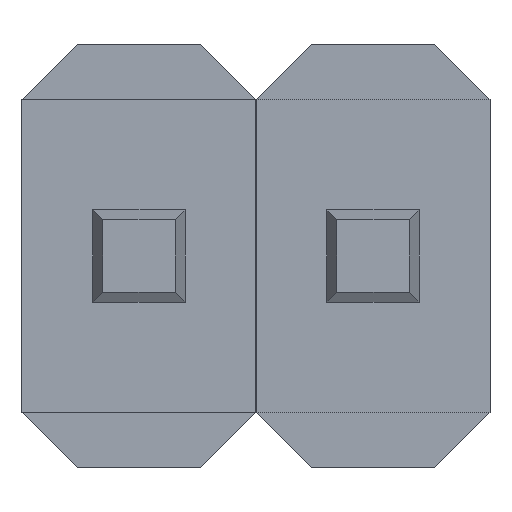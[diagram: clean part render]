
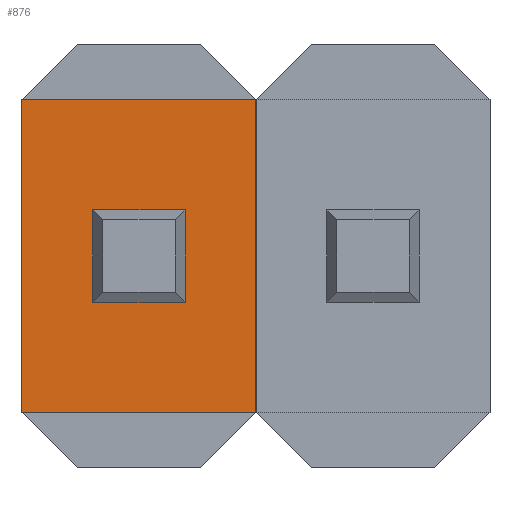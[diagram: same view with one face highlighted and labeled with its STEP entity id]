
A CAD part, front view. The second image highlights one B-rep face of the part: STEP entity #876.
In plain terms, the highlighted planar face has unit normal (0, -1, 0).
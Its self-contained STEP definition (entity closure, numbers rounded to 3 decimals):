
#22 = CARTESIAN_POINT ( 'NONE',  ( -0.635, 0.5, 0.85 ) ) ;
#84 = EDGE_CURVE ( 'NONE', #389, #144, #1752, .T. ) ;
#85 = VERTEX_POINT ( 'NONE', #169 ) ;
#124 = LINE ( 'NONE', #869, #1442 ) ;
#144 = VERTEX_POINT ( 'NONE', #2156 ) ;
#153 = LINE ( 'NONE', #976, #1191 ) ;
#169 = CARTESIAN_POINT ( 'NONE',  ( 0.25, 0.5, -0.25 ) ) ;
#184 = VERTEX_POINT ( 'NONE', #1476 ) ;
#267 = VECTOR ( 'NONE', #2115, 1000. ) ;
#269 = DIRECTION ( 'NONE',  ( 0., -1., 0. ) ) ;
#277 = ORIENTED_EDGE ( 'NONE', *, *, #1695, .T. ) ;
#373 = DIRECTION ( 'NONE',  ( -1., 0., 0. ) ) ;
#375 = CARTESIAN_POINT ( 'NONE',  ( -0.25, 0.5, -0.25 ) ) ;
#389 = VERTEX_POINT ( 'NONE', #1010 ) ;
#435 = ORIENTED_EDGE ( 'NONE', *, *, #84, .F. ) ;
#441 = EDGE_CURVE ( 'NONE', #144, #1342, #580, .T. ) ;
#466 = VECTOR ( 'NONE', #2013, 1000. ) ;
#477 = DIRECTION ( 'NONE',  ( 0., 0., -1. ) ) ;
#500 = CARTESIAN_POINT ( 'NONE',  ( 0.635, 0.5, 0.85 ) ) ;
#520 = CARTESIAN_POINT ( 'NONE',  ( -0.635, 0.5, -0.85 ) ) ;
#524 = VERTEX_POINT ( 'NONE', #1401 ) ;
#526 = LINE ( 'NONE', #1304, #2236 ) ;
#580 = LINE ( 'NONE', #1386, #636 ) ;
#593 = EDGE_CURVE ( 'NONE', #661, #184, #1733, .T. ) ;
#621 = PLANE ( 'NONE',  #1961 ) ;
#636 = VECTOR ( 'NONE', #477, 1000. ) ;
#661 = VERTEX_POINT ( 'NONE', #1875 ) ;
#695 = ORIENTED_EDGE ( 'NONE', *, *, #865, .F. ) ;
#712 = ORIENTED_EDGE ( 'NONE', *, *, #593, .T. ) ;
#723 = ORIENTED_EDGE ( 'NONE', *, *, #441, .F. ) ;
#752 = DIRECTION ( 'NONE',  ( 1., 0., 0. ) ) ;
#825 = LINE ( 'NONE', #520, #267 ) ;
#861 = VERTEX_POINT ( 'NONE', #1474 ) ;
#865 = EDGE_CURVE ( 'NONE', #1342, #85, #526, .T. ) ;
#869 = CARTESIAN_POINT ( 'NONE',  ( -0.635, 0.5, 0.85 ) ) ;
#876 = ADVANCED_FACE ( 'NONE', ( #1876, #1422 ), #621, .T. ) ;
#880 = DIRECTION ( 'NONE',  ( -1., 0., 0. ) ) ;
#974 = DIRECTION ( 'NONE',  ( 0., 0., -1. ) ) ;
#976 = CARTESIAN_POINT ( 'NONE',  ( 0.25, 0.5, 0.25 ) ) ;
#1010 = CARTESIAN_POINT ( 'NONE',  ( 0.25, 0.5, 0.25 ) ) ;
#1030 = DIRECTION ( 'NONE',  ( 0., 0., -1. ) ) ;
#1047 = DIRECTION ( 'NONE',  ( 0., 0., 1. ) ) ;
#1074 = EDGE_LOOP ( 'NONE', ( #723, #435, #1353, #695 ) ) ;
#1128 = EDGE_CURVE ( 'NONE', #524, #661, #825, .T. ) ;
#1191 = VECTOR ( 'NONE', #1047, 1000. ) ;
#1304 = CARTESIAN_POINT ( 'NONE',  ( 0.25, 0.5, -0.25 ) ) ;
#1342 = VERTEX_POINT ( 'NONE', #375 ) ;
#1353 = ORIENTED_EDGE ( 'NONE', *, *, #2032, .F. ) ;
#1386 = CARTESIAN_POINT ( 'NONE',  ( -0.25, 0.5, 0.25 ) ) ;
#1401 = CARTESIAN_POINT ( 'NONE',  ( -0.635, 0.5, -0.85 ) ) ;
#1422 = FACE_BOUND ( 'NONE', #1074, .T. ) ;
#1442 = VECTOR ( 'NONE', #1030, 1000. ) ;
#1474 = CARTESIAN_POINT ( 'NONE',  ( -0.635, 0.5, 0.85 ) ) ;
#1476 = CARTESIAN_POINT ( 'NONE',  ( 0.635, 0.5, 0.85 ) ) ;
#1574 = EDGE_CURVE ( 'NONE', #861, #524, #124, .T. ) ;
#1695 = EDGE_CURVE ( 'NONE', #184, #861, #2171, .T. ) ;
#1727 = ORIENTED_EDGE ( 'NONE', *, *, #1128, .T. ) ;
#1733 = LINE ( 'NONE', #500, #466 ) ;
#1752 = LINE ( 'NONE', #2126, #2146 ) ;
#1867 = CARTESIAN_POINT ( 'NONE',  ( 0., 0.5, 0. ) ) ;
#1875 = CARTESIAN_POINT ( 'NONE',  ( 0.635, 0.5, -0.85 ) ) ;
#1876 = FACE_OUTER_BOUND ( 'NONE', #1877, .T. ) ;
#1877 = EDGE_LOOP ( 'NONE', ( #2102, #1727, #712, #277 ) ) ;
#1961 = AXIS2_PLACEMENT_3D ( 'NONE', #1867, #269, #974 ) ;
#2009 = VECTOR ( 'NONE', #373, 1000. ) ;
#2013 = DIRECTION ( 'NONE',  ( 0., 0., 1. ) ) ;
#2032 = EDGE_CURVE ( 'NONE', #85, #389, #153, .T. ) ;
#2102 = ORIENTED_EDGE ( 'NONE', *, *, #1574, .T. ) ;
#2115 = DIRECTION ( 'NONE',  ( 1., 0., 0. ) ) ;
#2126 = CARTESIAN_POINT ( 'NONE',  ( 0.25, 0.5, 0.25 ) ) ;
#2146 = VECTOR ( 'NONE', #880, 1000. ) ;
#2156 = CARTESIAN_POINT ( 'NONE',  ( -0.25, 0.5, 0.25 ) ) ;
#2171 = LINE ( 'NONE', #22, #2009 ) ;
#2236 = VECTOR ( 'NONE', #752, 1000. ) ;
